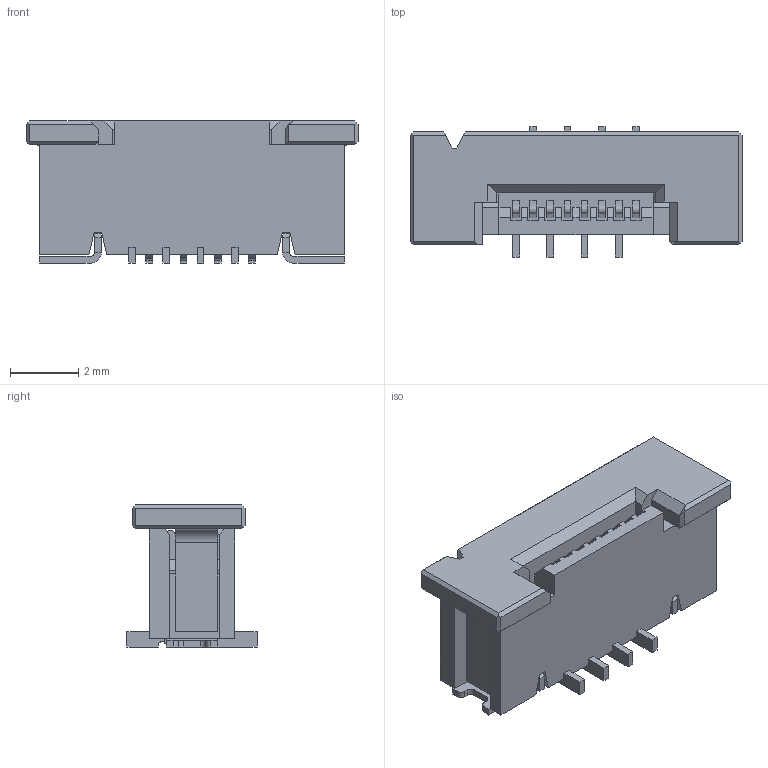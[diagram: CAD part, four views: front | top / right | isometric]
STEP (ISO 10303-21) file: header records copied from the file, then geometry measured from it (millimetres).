
FILE_DESCRIPTION((''),'2;1');
FILE_NAME('C-1734742-8','2009-05-28T',('workeradm'),(''),'PRO/ENGINEER BY PARAMETRIC TECHNOLOGY CORPORATION, 2008380','PRO/ENGINEER BY PARAMETRIC TECHNOLOGY CORPORATION, 2008380','');
FILE_SCHEMA(('AUTOMOTIVE_DESIGN { 1 0 10303 214 1 1 1 1 }'));
Length unit declared in the file: millimetre
Products named in the file (1): C-1734742-8
Bounding box: 9.7 x 3.8 x 4.15 mm (x, y, z)
Volume: 76.3 mm3; surface area: 318.5 mm2
Topology: 1 solids, 1 shells, 471 faces, 1360 edges, 887 vertices
Faces by surface type: plane 423, cylinder 48
Entity records: 15244 total; most frequent: CARTESIAN_POINT 2724, ORIENTED_EDGE 2720, DIRECTION 2396, EDGE_CURVE 1360, VECTOR 1262, LINE 1262, VERTEX_POINT 887, AXIS2_PLACEMENT_3D 567
